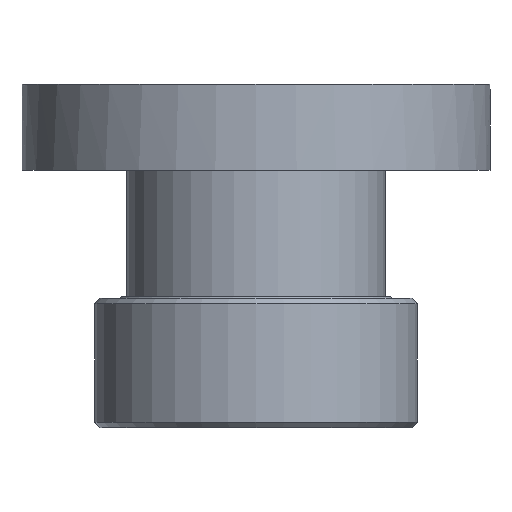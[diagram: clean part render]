
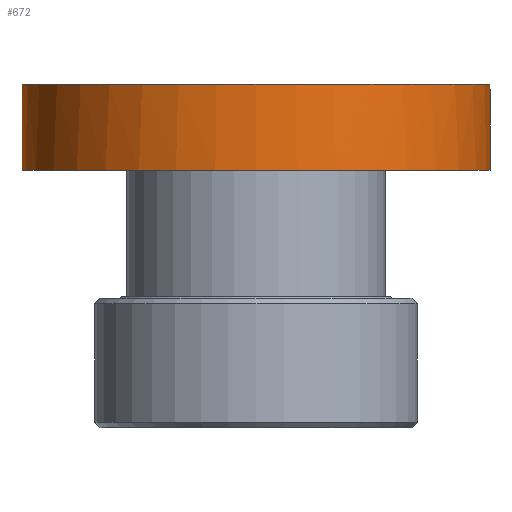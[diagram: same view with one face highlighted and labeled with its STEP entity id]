
A CAD part, front view. The second image highlights one B-rep face of the part: STEP entity #672.
In plain terms, the highlighted cylindrical face has radius 34.544 mm (diameter 69.088 mm), a full revolution.
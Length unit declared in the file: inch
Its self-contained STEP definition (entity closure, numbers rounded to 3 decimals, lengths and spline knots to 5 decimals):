
#13=B_SPLINE_CURVE_WITH_KNOTS('',3,(#1125,#1126,#1127,#1128,#1129,#1130,
#1131,#1132),.UNSPECIFIED.,.F.,.F.,(4,2,2,4),(0.8972,0.97196,
1.04673,1.07045),.UNSPECIFIED.);
#14=B_SPLINE_CURVE_WITH_KNOTS('',3,(#1134,#1135,#1136,#1137,#1138,#1139,
#1140,#1141),.UNSPECIFIED.,.F.,.F.,(4,2,2,4),(0.72394,0.74766,
0.82243,0.8972),.UNSPECIFIED.);
#15=B_SPLINE_CURVE_WITH_KNOTS('',3,(#1143,#1144,#1145,#1146,#1147,#1148,
#1149,#1150),.UNSPECIFIED.,.F.,.F.,(4,2,2,4),(0.8972,0.97196,
1.04673,1.07045),.UNSPECIFIED.);
#16=B_SPLINE_CURVE_WITH_KNOTS('',3,(#1153,#1154,#1155,#1156,#1157,#1158,
#1159,#1160),.UNSPECIFIED.,.F.,.F.,(4,2,2,4),(0.72394,0.74766,
0.82243,0.8972),.UNSPECIFIED.);
#40=CYLINDRICAL_SURFACE('',#771,1.36);
#98=FACE_BOUND('',#222,.T.);
#148=FACE_OUTER_BOUND('',#221,.T.);
#221=EDGE_LOOP('',(#513,#514,#515,#516,#517,#518));
#222=EDGE_LOOP('',(#519));
#304=CIRCLE('',#757,1.36);
#313=CIRCLE('',#767,1.36);
#317=CIRCLE('',#772,1.36);
#359=VERTEX_POINT('',#1092);
#367=VERTEX_POINT('',#1109);
#370=VERTEX_POINT('',#1114);
#374=VERTEX_POINT('',#1124);
#375=VERTEX_POINT('',#1133);
#376=VERTEX_POINT('',#1142);
#377=VERTEX_POINT('',#1151);
#420=EDGE_CURVE('',#359,#359,#304,.T.);
#431=EDGE_CURVE('',#367,#370,#313,.T.);
#435=EDGE_CURVE('',#374,#367,#13,.T.);
#436=EDGE_CURVE('',#370,#375,#14,.T.);
#437=EDGE_CURVE('',#375,#376,#15,.T.);
#438=EDGE_CURVE('',#376,#377,#317,.T.);
#439=EDGE_CURVE('',#377,#374,#16,.T.);
#513=ORIENTED_EDGE('',*,*,#435,.T.);
#514=ORIENTED_EDGE('',*,*,#431,.T.);
#515=ORIENTED_EDGE('',*,*,#436,.T.);
#516=ORIENTED_EDGE('',*,*,#437,.T.);
#517=ORIENTED_EDGE('',*,*,#438,.T.);
#518=ORIENTED_EDGE('',*,*,#439,.T.);
#519=ORIENTED_EDGE('',*,*,#420,.F.);
#672=ADVANCED_FACE('',(#148,#98),#40,.T.);
#757=AXIS2_PLACEMENT_3D('',#1093,#891,#892);
#767=AXIS2_PLACEMENT_3D('',#1116,#913,#914);
#771=AXIS2_PLACEMENT_3D('',#1123,#921,#922);
#772=AXIS2_PLACEMENT_3D('',#1152,#923,#924);
#891=DIRECTION('center_axis',(0.,0.,-1.));
#892=DIRECTION('ref_axis',(-1.,0.,0.));
#913=DIRECTION('center_axis',(0.,0.,-1.));
#914=DIRECTION('ref_axis',(-1.,0.,0.));
#921=DIRECTION('center_axis',(0.,0.,1.));
#922=DIRECTION('ref_axis',(-1.,0.,0.));
#923=DIRECTION('center_axis',(0.,0.,-1.));
#924=DIRECTION('ref_axis',(-1.,0.,0.));
#1092=CARTESIAN_POINT('',(1.36,0.,0.));
#1093=CARTESIAN_POINT('Origin',(0.,0.,0.));
#1109=CARTESIAN_POINT('',(-1.35861,0.06154,0.5));
#1114=CARTESIAN_POINT('',(1.35861,0.06154,0.5));
#1116=CARTESIAN_POINT('Origin',(0.,0.,0.5));
#1123=CARTESIAN_POINT('Origin',(0.,0.,0.));
#1124=CARTESIAN_POINT('',(-1.36,0.,0.47));
#1125=CARTESIAN_POINT('Ctrl Pts',(-1.36,0.,0.47));
#1126=CARTESIAN_POINT('Ctrl Pts',(-1.36,0.00981,0.47));
#1127=CARTESIAN_POINT('Ctrl Pts',(-1.35988,0.02028,
0.47196));
#1128=CARTESIAN_POINT('Ctrl Pts',(-1.35946,0.03952,
0.47993));
#1129=CARTESIAN_POINT('Ctrl Pts',(-1.35916,0.04831,
0.48595));
#1130=CARTESIAN_POINT('Ctrl Pts',(-1.35879,0.05744,
0.49508));
#1131=CARTESIAN_POINT('Ctrl Pts',(-1.3587,0.05956,
0.49746));
#1132=CARTESIAN_POINT('Ctrl Pts',(-1.35861,0.06154,
0.5));
#1133=CARTESIAN_POINT('',(1.36,0.,0.47));
#1134=CARTESIAN_POINT('Ctrl Pts',(1.35861,0.06154,0.5));
#1135=CARTESIAN_POINT('Ctrl Pts',(1.3587,0.05956,0.49746));
#1136=CARTESIAN_POINT('Ctrl Pts',(1.35879,0.05744,0.49508));
#1137=CARTESIAN_POINT('Ctrl Pts',(1.35916,0.04831,0.48595));
#1138=CARTESIAN_POINT('Ctrl Pts',(1.35946,0.03952,0.47993));
#1139=CARTESIAN_POINT('Ctrl Pts',(1.35988,0.02028,0.47196));
#1140=CARTESIAN_POINT('Ctrl Pts',(1.36,0.00981,0.47));
#1141=CARTESIAN_POINT('Ctrl Pts',(1.36,0.,0.47));
#1142=CARTESIAN_POINT('',(1.35861,-0.06154,0.5));
#1143=CARTESIAN_POINT('Ctrl Pts',(1.36,0.,0.47));
#1144=CARTESIAN_POINT('Ctrl Pts',(1.36,-0.00981,0.47));
#1145=CARTESIAN_POINT('Ctrl Pts',(1.35988,-0.02028,0.47196));
#1146=CARTESIAN_POINT('Ctrl Pts',(1.35946,-0.03952,
0.47993));
#1147=CARTESIAN_POINT('Ctrl Pts',(1.35916,-0.04831,
0.48595));
#1148=CARTESIAN_POINT('Ctrl Pts',(1.35879,-0.05744,
0.49508));
#1149=CARTESIAN_POINT('Ctrl Pts',(1.3587,-0.05956,
0.49746));
#1150=CARTESIAN_POINT('Ctrl Pts',(1.35861,-0.06154,0.5));
#1151=CARTESIAN_POINT('',(-1.35861,-0.06154,0.5));
#1152=CARTESIAN_POINT('Origin',(0.,0.,0.5));
#1153=CARTESIAN_POINT('Ctrl Pts',(-1.35861,-0.06154,
0.5));
#1154=CARTESIAN_POINT('Ctrl Pts',(-1.3587,-0.05956,
0.49746));
#1155=CARTESIAN_POINT('Ctrl Pts',(-1.35879,-0.05744,
0.49508));
#1156=CARTESIAN_POINT('Ctrl Pts',(-1.35916,-0.04831,
0.48595));
#1157=CARTESIAN_POINT('Ctrl Pts',(-1.35946,-0.03952,
0.47993));
#1158=CARTESIAN_POINT('Ctrl Pts',(-1.35988,-0.02028,
0.47196));
#1159=CARTESIAN_POINT('Ctrl Pts',(-1.36,-0.00981,0.47));
#1160=CARTESIAN_POINT('Ctrl Pts',(-1.36,0.,0.47));
